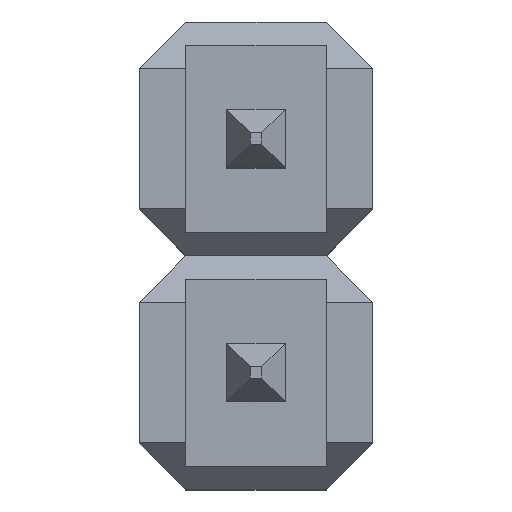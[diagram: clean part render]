
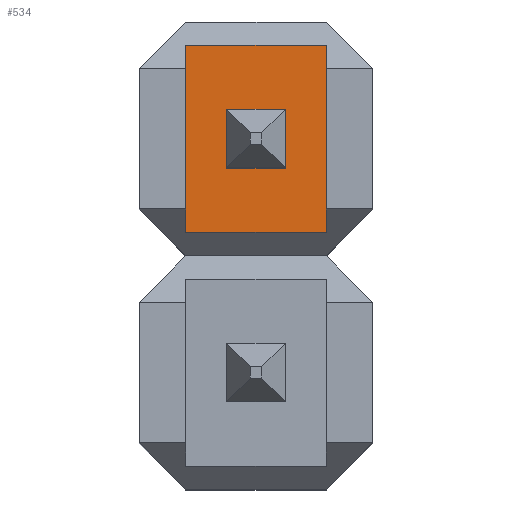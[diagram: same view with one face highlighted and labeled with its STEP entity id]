
A CAD part, top view. The second image highlights one B-rep face of the part: STEP entity #534.
In plain terms, the highlighted planar face has unit normal (0, 0, 1).
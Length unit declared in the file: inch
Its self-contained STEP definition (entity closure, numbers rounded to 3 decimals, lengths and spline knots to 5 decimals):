
#513=FACE_BOUND('',#735,.T.);
#514=FACE_BOUND('',#736,.T.);
#534=ADVANCED_FACE('',(#513,#514),#602,.F.);
#602=PLANE('',#1683);
#735=EDGE_LOOP('',(#867,#868,#869,#870));
#736=EDGE_LOOP('',(#871,#872,#873,#874));
#867=ORIENTED_EDGE('',*,*,#1241,.T.);
#868=ORIENTED_EDGE('',*,*,#1242,.T.);
#869=ORIENTED_EDGE('',*,*,#1243,.T.);
#870=ORIENTED_EDGE('',*,*,#1244,.T.);
#871=ORIENTED_EDGE('',*,*,#1204,.T.);
#872=ORIENTED_EDGE('',*,*,#1239,.T.);
#873=ORIENTED_EDGE('',*,*,#1210,.T.);
#874=ORIENTED_EDGE('',*,*,#1240,.T.);
#1107=VERTEX_POINT('',#2041);
#1108=VERTEX_POINT('',#2043);
#1113=VERTEX_POINT('',#2055);
#1114=VERTEX_POINT('',#2056);
#1131=VERTEX_POINT('',#2117);
#1132=VERTEX_POINT('',#2118);
#1133=VERTEX_POINT('',#2120);
#1134=VERTEX_POINT('',#2122);
#1204=EDGE_CURVE('',#1108,#1107,#1360,.T.);
#1210=EDGE_CURVE('',#1113,#1114,#1366,.T.);
#1239=EDGE_CURVE('',#1107,#1113,#1395,.T.);
#1240=EDGE_CURVE('',#1114,#1108,#1396,.T.);
#1241=EDGE_CURVE('',#1131,#1132,#1397,.T.);
#1242=EDGE_CURVE('',#1132,#1133,#1398,.T.);
#1243=EDGE_CURVE('',#1133,#1134,#1399,.T.);
#1244=EDGE_CURVE('',#1134,#1131,#1400,.T.);
#1360=LINE('',#2042,#1516);
#1366=LINE('',#2054,#1522);
#1395=LINE('',#2112,#1551);
#1396=LINE('',#2114,#1552);
#1397=LINE('',#2116,#1553);
#1398=LINE('',#2119,#1554);
#1399=LINE('',#2121,#1555);
#1400=LINE('',#2123,#1556);
#1516=VECTOR('',#1745,1.);
#1522=VECTOR('',#1753,1.);
#1551=VECTOR('',#1804,1.);
#1552=VECTOR('',#1807,1.);
#1553=VECTOR('',#1810,1.);
#1554=VECTOR('',#1811,1.);
#1555=VECTOR('',#1812,1.);
#1556=VECTOR('',#1813,1.);
#1683=AXIS2_PLACEMENT_3D('',#2124,#1814,#1815);
#1745=DIRECTION('',(-1.,0.,0.));
#1753=DIRECTION('',(1.,0.,0.));
#1804=DIRECTION('',(0.,-1.,0.));
#1807=DIRECTION('',(0.,1.,0.));
#1810=DIRECTION('',(-1.,0.,0.));
#1811=DIRECTION('',(0.,1.,0.));
#1812=DIRECTION('',(1.,0.,0.));
#1813=DIRECTION('',(0.,-1.,0.));
#1814=DIRECTION('',(0.,0.,-1.));
#1815=DIRECTION('',(-1.,0.,0.));
#2041=CARTESIAN_POINT('',(-0.03,0.14,0.09));
#2042=CARTESIAN_POINT('',(0.,0.14,0.09));
#2043=CARTESIAN_POINT('',(0.03,0.14,0.09));
#2054=CARTESIAN_POINT('',(0.,0.06,0.09));
#2055=CARTESIAN_POINT('',(-0.03,0.06,0.09));
#2056=CARTESIAN_POINT('',(0.03,0.06,0.09));
#2112=CARTESIAN_POINT('',(-0.03,0.05,0.09));
#2114=CARTESIAN_POINT('',(0.03,0.15,0.09));
#2116=CARTESIAN_POINT('',(0.,0.0875,0.09));
#2117=CARTESIAN_POINT('',(0.0125,0.0875,0.09));
#2118=CARTESIAN_POINT('',(-0.0125,0.0875,0.09));
#2119=CARTESIAN_POINT('',(-0.0125,0.,0.09));
#2120=CARTESIAN_POINT('',(-0.0125,0.1125,0.09));
#2121=CARTESIAN_POINT('',(0.,0.1125,0.09));
#2122=CARTESIAN_POINT('',(0.0125,0.1125,0.09));
#2123=CARTESIAN_POINT('',(0.0125,0.,0.09));
#2124=CARTESIAN_POINT('',(0.,0.,0.09));
